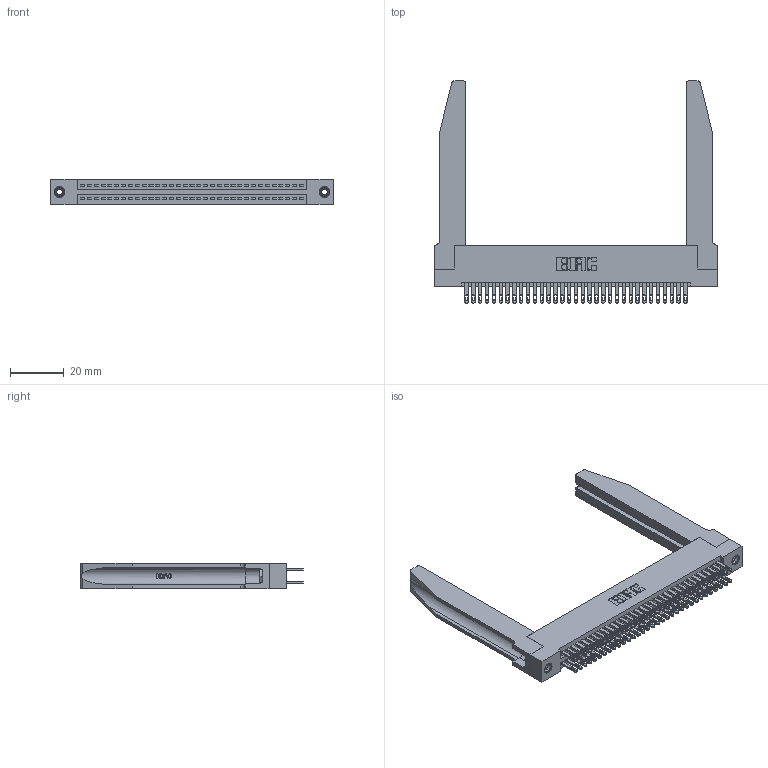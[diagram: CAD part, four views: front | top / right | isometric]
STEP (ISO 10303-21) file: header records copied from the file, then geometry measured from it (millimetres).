
FILE_DESCRIPTION (( 'STEP AP203' ), '1' );
FILE_NAME ('345-066-500-278.STEP', '2019-10-30T15:50:52', ( '' ), ( '' ), 'SwSTEP 2.0', 'SolidWorks 2016', '' );
FILE_SCHEMA (( 'CONFIG_CONTROL_DESIGN' ));
Length unit declared in the file: inch
Products named in the file (5): 345 Part_Flush Mounting Lugs - 0.156 Dia-TH; 345-292-001_345-293-100; 345-066-500-278; 345-250-001_345-250-001-102; 345-220-078_345-220-078
Assembly tree (71 placements, depth 2):
  345-066-500-278
    345 Part_Flush Mounting Lugs - 0.156 Dia-TH
    345-292-001_345-293-100  x66
    345-250-001_345-250-001-102  x2
    345-220-078_345-220-078  x2
Bounding box: 105.05 x 82.47 x 9.4 mm (x, y, z)
Volume: 18093.7 mm3; surface area: 22596.8 mm2
Topology: 71 solids, 71 shells, 3396 faces, 10255 edges, 6826 vertices
Faces by surface type: plane 2004, cylinder 1340, bspline 36, cone 12, torus 4
Entity records: 31774 total; most frequent: CARTESIAN_POINT 6251, ORIENTED_EDGE 5082, DIRECTION 4519, EDGE_CURVE 2541, VECTOR 2179, LINE 2179, VERTEX_POINT 1688, AXIS2_PLACEMENT_3D 1170
